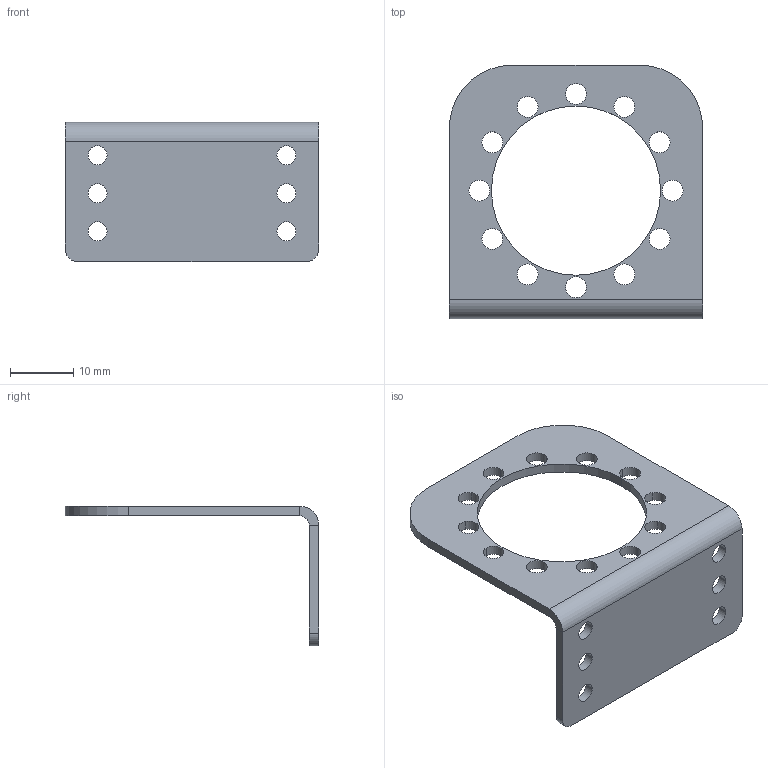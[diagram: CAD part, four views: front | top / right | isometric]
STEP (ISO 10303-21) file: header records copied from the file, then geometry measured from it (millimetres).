
FILE_DESCRIPTION((''),'2;1');
FILE_NAME('JOHNSON-MINI-JOHNSON-GEAR-MOTOR','2017-05-22T',('MACFOS'),(''),'CREO PARAMETRIC BY PTC INC, 2014190','CREO PARAMETRIC BY PTC INC, 2014190','');
FILE_SCHEMA(('CONFIG_CONTROL_DESIGN'));
Length unit declared in the file: millimetre
Products named in the file (1): JOHNSON-MINI-JOHNSON-GEAR-MOTOR
Bounding box: 40 x 40 x 22 mm (x, y, z)
Volume: 2447.7 mm3; surface area: 3944 mm2
Topology: 1 solids, 1 shells, 56 faces, 154 edges, 100 vertices
Faces by surface type: cylinder 44, plane 12
Entity records: 1936 total; most frequent: DIRECTION 354, CARTESIAN_POINT 310, ORIENTED_EDGE 308, EDGE_CURVE 154, AXIS2_PLACEMENT_3D 144, VERTEX_POINT 100, EDGE_LOOP 94, CIRCLE 88
